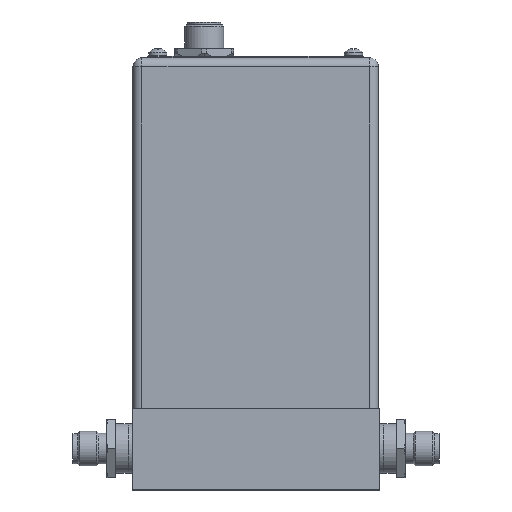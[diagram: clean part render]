
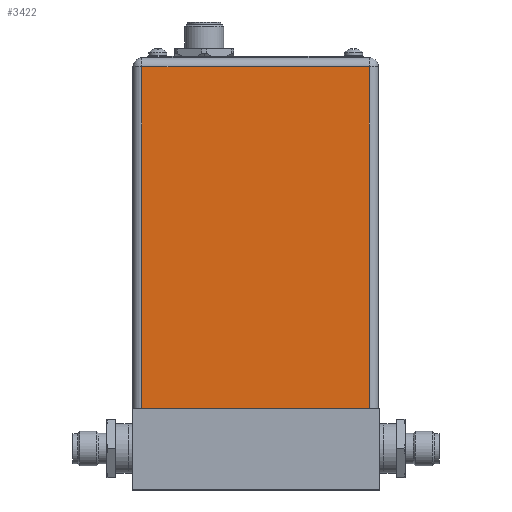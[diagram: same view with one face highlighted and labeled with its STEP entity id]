
A CAD part, top view. The second image highlights one B-rep face of the part: STEP entity #3422.
In plain terms, the highlighted planar face has unit normal (0, 0, 1).
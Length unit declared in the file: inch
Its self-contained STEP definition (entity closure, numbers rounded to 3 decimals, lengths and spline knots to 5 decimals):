
#2292=DIRECTION('',(0.,-1.,0.));
#2293=VECTOR('',#2292,4.14);
#2294=CARTESIAN_POINT('',(-1.3775,4.14,1.425));
#2295=LINE('',#2294,#2293);
#2360=DIRECTION('',(0.,1.,0.));
#2361=VECTOR('',#2360,4.14);
#2362=CARTESIAN_POINT('',(1.3775,0.,1.425));
#2363=LINE('',#2362,#2361);
#2368=DIRECTION('',(-1.,0.,0.));
#2369=VECTOR('',#2368,2.755);
#2370=CARTESIAN_POINT('',(1.3775,0.,1.425));
#2371=LINE('',#2370,#2369);
#2372=DIRECTION('',(-1.,0.,0.));
#2373=VECTOR('',#2372,2.755);
#2374=CARTESIAN_POINT('',(1.3775,4.14,1.425));
#2375=LINE('',#2374,#2373);
#3010=CARTESIAN_POINT('',(-1.3775,0.,1.425));
#3011=VERTEX_POINT('',#3010);
#3012=CARTESIAN_POINT('',(-1.3775,4.14,1.425));
#3013=VERTEX_POINT('',#3012);
#3016=CARTESIAN_POINT('',(1.3775,0.,1.425));
#3017=VERTEX_POINT('',#3016);
#3056=CARTESIAN_POINT('',(1.3775,4.14,1.425));
#3057=VERTEX_POINT('',#3056);
#3410=CARTESIAN_POINT('',(-1.4875,0.,1.425));
#3411=DIRECTION('',(0.,0.,1.));
#3412=DIRECTION('',(1.,0.,0.));
#3413=AXIS2_PLACEMENT_3D('',#3410,#3411,#3412);
#3414=PLANE('',#3413);
#3415=ORIENTED_EDGE('',*,*,#3402,.F.);
#3416=ORIENTED_EDGE('',*,*,#3299,.T.);
#3417=ORIENTED_EDGE('',*,*,#3285,.F.);
#3419=ORIENTED_EDGE('',*,*,#3418,.F.);
#3420=EDGE_LOOP('',(#3415,#3416,#3417,#3419));
#3421=FACE_OUTER_BOUND('',#3420,.F.);
#3422=ADVANCED_FACE('',(#3421),#3414,.T.);
#3285=EDGE_CURVE('',#3013,#3011,#2295,.T.);
#3299=EDGE_CURVE('',#3017,#3011,#2371,.T.);
#3402=EDGE_CURVE('',#3017,#3057,#2363,.T.);
#3418=EDGE_CURVE('',#3057,#3013,#2375,.T.);
